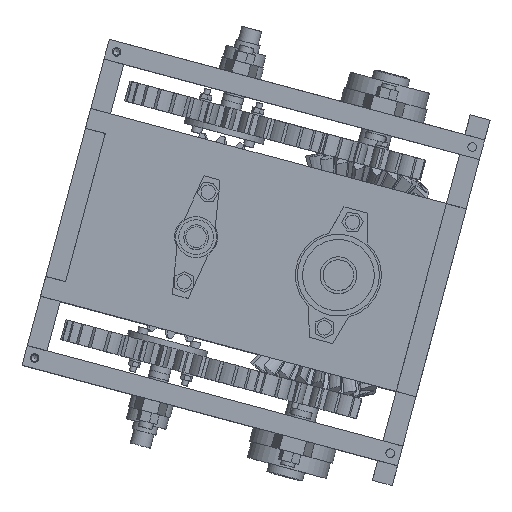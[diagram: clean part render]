
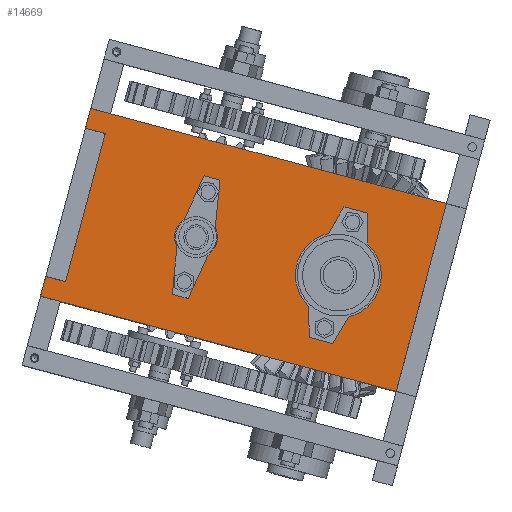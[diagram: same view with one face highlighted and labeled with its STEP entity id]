
A CAD part, left-side view. The second image highlights one B-rep face of the part: STEP entity #14669.
In plain terms, the highlighted face is planar.
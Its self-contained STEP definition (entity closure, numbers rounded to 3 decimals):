
#942=FACE_BOUND('',#3077,.T.);
#943=FACE_BOUND('',#3078,.T.);
#944=FACE_BOUND('',#3079,.T.);
#945=FACE_BOUND('',#3080,.T.);
#946=FACE_BOUND('',#3081,.T.);
#947=FACE_BOUND('',#3082,.T.);
#1111=PLANE('',#16025);
#2228=FACE_OUTER_BOUND('',#3076,.T.);
#3076=EDGE_LOOP('',(#12642,#12643,#12644,#12645,#12646,#12647,#12648,#12649,
#12650,#12651,#12652,#12653));
#3077=EDGE_LOOP('',(#12654));
#3078=EDGE_LOOP('',(#12655));
#3079=EDGE_LOOP('',(#12656));
#3080=EDGE_LOOP('',(#12657));
#3081=EDGE_LOOP('',(#12658));
#3082=EDGE_LOOP('',(#12659));
#4035=LINE('',#29832,#4999);
#4039=LINE('',#29840,#5003);
#4042=LINE('',#29846,#5006);
#4045=LINE('',#29852,#5009);
#4048=LINE('',#29858,#5012);
#4051=LINE('',#29864,#5015);
#4054=LINE('',#29870,#5018);
#4057=LINE('',#29876,#5021);
#4060=LINE('',#29882,#5024);
#4063=LINE('',#29888,#5027);
#4066=LINE('',#29894,#5030);
#4069=LINE('',#29899,#5033);
#4999=VECTOR('',#18714,1000.);
#5003=VECTOR('',#18720,1000.);
#5006=VECTOR('',#18725,1000.);
#5009=VECTOR('',#18730,1000.);
#5012=VECTOR('',#18735,1000.);
#5015=VECTOR('',#18740,1000.);
#5018=VECTOR('',#18745,1000.);
#5021=VECTOR('',#18750,1000.);
#5024=VECTOR('',#18755,1000.);
#5027=VECTOR('',#18760,1000.);
#5030=VECTOR('',#18765,1000.);
#5033=VECTOR('',#18770,1000.);
#5662=CIRCLE('',#15995,3.5);
#5664=CIRCLE('',#15998,3.5);
#5666=CIRCLE('',#16001,3.5);
#5668=CIRCLE('',#16004,5.);
#5670=CIRCLE('',#16007,3.5);
#5672=CIRCLE('',#16010,7.5);
#7005=VERTEX_POINT('',#29794);
#7007=VERTEX_POINT('',#29800);
#7009=VERTEX_POINT('',#29806);
#7011=VERTEX_POINT('',#29812);
#7013=VERTEX_POINT('',#29818);
#7015=VERTEX_POINT('',#29824);
#7017=VERTEX_POINT('',#29830);
#7018=VERTEX_POINT('',#29831);
#7021=VERTEX_POINT('',#29839);
#7023=VERTEX_POINT('',#29845);
#7025=VERTEX_POINT('',#29851);
#7027=VERTEX_POINT('',#29857);
#7029=VERTEX_POINT('',#29863);
#7031=VERTEX_POINT('',#29869);
#7033=VERTEX_POINT('',#29875);
#7035=VERTEX_POINT('',#29881);
#7037=VERTEX_POINT('',#29887);
#7039=VERTEX_POINT('',#29893);
#8926=EDGE_CURVE('',#7005,#7005,#5662,.T.);
#8929=EDGE_CURVE('',#7007,#7007,#5664,.T.);
#8932=EDGE_CURVE('',#7009,#7009,#5666,.T.);
#8935=EDGE_CURVE('',#7011,#7011,#5668,.T.);
#8938=EDGE_CURVE('',#7013,#7013,#5670,.T.);
#8941=EDGE_CURVE('',#7015,#7015,#5672,.T.);
#8944=EDGE_CURVE('',#7017,#7018,#4035,.T.);
#8948=EDGE_CURVE('',#7018,#7021,#4039,.T.);
#8951=EDGE_CURVE('',#7021,#7023,#4042,.T.);
#8954=EDGE_CURVE('',#7023,#7025,#4045,.T.);
#8957=EDGE_CURVE('',#7025,#7027,#4048,.T.);
#8960=EDGE_CURVE('',#7027,#7029,#4051,.T.);
#8963=EDGE_CURVE('',#7029,#7031,#4054,.T.);
#8966=EDGE_CURVE('',#7031,#7033,#4057,.T.);
#8969=EDGE_CURVE('',#7033,#7035,#4060,.T.);
#8972=EDGE_CURVE('',#7035,#7037,#4063,.T.);
#8975=EDGE_CURVE('',#7037,#7039,#4066,.T.);
#8978=EDGE_CURVE('',#7039,#7017,#4069,.T.);
#12642=ORIENTED_EDGE('',*,*,#8944,.F.);
#12643=ORIENTED_EDGE('',*,*,#8978,.F.);
#12644=ORIENTED_EDGE('',*,*,#8975,.F.);
#12645=ORIENTED_EDGE('',*,*,#8972,.F.);
#12646=ORIENTED_EDGE('',*,*,#8969,.F.);
#12647=ORIENTED_EDGE('',*,*,#8966,.F.);
#12648=ORIENTED_EDGE('',*,*,#8963,.F.);
#12649=ORIENTED_EDGE('',*,*,#8960,.F.);
#12650=ORIENTED_EDGE('',*,*,#8957,.F.);
#12651=ORIENTED_EDGE('',*,*,#8954,.F.);
#12652=ORIENTED_EDGE('',*,*,#8951,.F.);
#12653=ORIENTED_EDGE('',*,*,#8948,.F.);
#12654=ORIENTED_EDGE('',*,*,#8926,.T.);
#12655=ORIENTED_EDGE('',*,*,#8929,.T.);
#12656=ORIENTED_EDGE('',*,*,#8932,.T.);
#12657=ORIENTED_EDGE('',*,*,#8935,.T.);
#12658=ORIENTED_EDGE('',*,*,#8938,.T.);
#12659=ORIENTED_EDGE('',*,*,#8941,.T.);
#14669=ADVANCED_FACE('',(#2228,#942,#943,#944,#945,#946,#947),#1111,.T.);
#15995=AXIS2_PLACEMENT_3D('',#29795,#18672,#18673);
#15998=AXIS2_PLACEMENT_3D('',#29801,#18679,#18680);
#16001=AXIS2_PLACEMENT_3D('',#29807,#18686,#18687);
#16004=AXIS2_PLACEMENT_3D('',#29813,#18693,#18694);
#16007=AXIS2_PLACEMENT_3D('',#29819,#18700,#18701);
#16010=AXIS2_PLACEMENT_3D('',#29825,#18707,#18708);
#16025=AXIS2_PLACEMENT_3D('',#29902,#18774,#18775);
#18672=DIRECTION('center_axis',(0.,1.,0.));
#18673=DIRECTION('ref_axis',(0.,0.,-1.));
#18679=DIRECTION('center_axis',(0.,1.,0.));
#18680=DIRECTION('ref_axis',(0.,0.,-1.));
#18686=DIRECTION('center_axis',(0.,1.,0.));
#18687=DIRECTION('ref_axis',(0.,0.,-1.));
#18693=DIRECTION('center_axis',(0.,1.,0.));
#18694=DIRECTION('ref_axis',(0.,0.,-1.));
#18700=DIRECTION('center_axis',(0.,1.,0.));
#18701=DIRECTION('ref_axis',(0.,0.,-1.));
#18707=DIRECTION('center_axis',(0.,1.,0.));
#18708=DIRECTION('ref_axis',(0.,0.,-1.));
#18714=DIRECTION('',(0.,0.,1.));
#18720=DIRECTION('',(1.,0.,0.));
#18725=DIRECTION('',(0.,0.,-1.));
#18730=DIRECTION('',(1.,0.,0.));
#18735=DIRECTION('',(0.,0.,1.));
#18740=DIRECTION('',(1.,0.,0.));
#18745=DIRECTION('',(0.,0.,-1.));
#18750=DIRECTION('',(-1.,0.,0.));
#18755=DIRECTION('',(0.,0.,1.));
#18760=DIRECTION('',(-1.,0.,0.));
#18765=DIRECTION('',(0.,0.,-1.));
#18770=DIRECTION('',(-1.,0.,0.));
#18774=DIRECTION('center_axis',(0.,-1.,0.));
#18775=DIRECTION('ref_axis',(0.,0.,-1.));
#29794=CARTESIAN_POINT('',(-26.555,0.,-33.717));
#29795=CARTESIAN_POINT('Origin',(-26.555,0.,-30.217));
#29800=CARTESIAN_POINT('',(22.445,0.,38.283));
#29801=CARTESIAN_POINT('Origin',(22.445,0.,41.783));
#29806=CARTESIAN_POINT('',(-30.555,0.,38.283));
#29807=CARTESIAN_POINT('Origin',(-30.555,0.,41.783));
#29812=CARTESIAN_POINT('',(-4.055,0.,-35.217));
#29813=CARTESIAN_POINT('Origin',(-4.055,0.,-30.217));
#29818=CARTESIAN_POINT('',(18.445,0.,-33.717));
#29819=CARTESIAN_POINT('Origin',(18.445,0.,-30.217));
#29824=CARTESIAN_POINT('',(-4.055,0.,34.283));
#29825=CARTESIAN_POINT('Origin',(-4.055,0.,41.783));
#29830=CARTESIAN_POINT('',(-51.555,0.,-96.217));
#29831=CARTESIAN_POINT('',(-51.555,0.,93.783));
#29832=CARTESIAN_POINT('',(-51.555,0.,93.783));
#29839=CARTESIAN_POINT('',(-41.555,0.,93.783));
#29840=CARTESIAN_POINT('',(-41.555,0.,93.783));
#29845=CARTESIAN_POINT('',(-41.555,0.,83.783));
#29846=CARTESIAN_POINT('',(-41.555,0.,83.783));
#29851=CARTESIAN_POINT('',(33.445,0.,83.783));
#29852=CARTESIAN_POINT('',(33.445,0.,83.783));
#29857=CARTESIAN_POINT('',(33.445,0.,93.783));
#29858=CARTESIAN_POINT('',(33.445,0.,93.783));
#29863=CARTESIAN_POINT('',(43.445,0.,93.783));
#29864=CARTESIAN_POINT('',(43.445,0.,93.783));
#29869=CARTESIAN_POINT('',(43.445,0.,-96.217));
#29870=CARTESIAN_POINT('',(43.445,0.,-96.217));
#29875=CARTESIAN_POINT('',(33.445,0.,-96.217));
#29876=CARTESIAN_POINT('',(33.445,0.,-96.217));
#29881=CARTESIAN_POINT('',(33.445,0.,-86.217));
#29882=CARTESIAN_POINT('',(33.445,0.,-86.217));
#29887=CARTESIAN_POINT('',(-41.555,0.,-86.217));
#29888=CARTESIAN_POINT('',(-41.555,0.,-86.217));
#29893=CARTESIAN_POINT('',(-41.555,0.,-96.217));
#29894=CARTESIAN_POINT('',(-41.555,0.,-96.217));
#29899=CARTESIAN_POINT('',(-51.555,0.,-96.217));
#29902=CARTESIAN_POINT('Origin',(0.,0.,0.));
